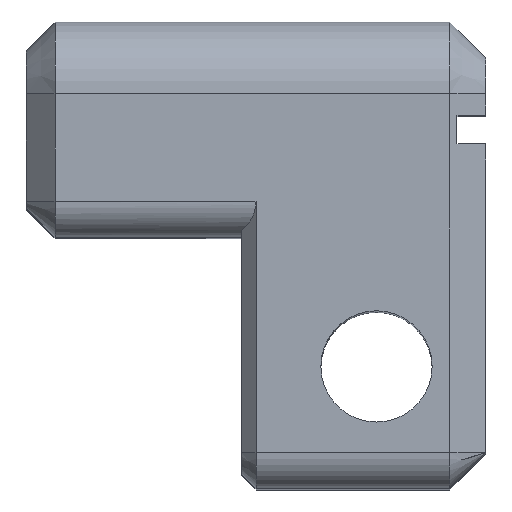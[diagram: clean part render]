
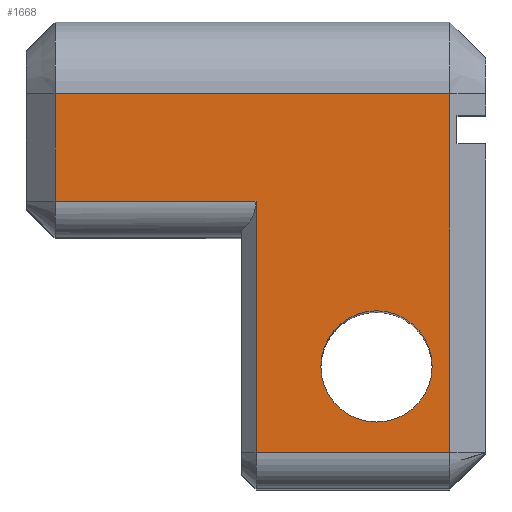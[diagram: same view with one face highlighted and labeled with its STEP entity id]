
A CAD part, top view. The second image highlights one B-rep face of the part: STEP entity #1668.
In plain terms, the highlighted planar face has unit normal (0, 0, 1).
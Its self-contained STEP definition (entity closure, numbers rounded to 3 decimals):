
#14=FACE_BOUND('',#288,.T.);
#97=CIRCLE('',#1829,1.55);
#195=FACE_OUTER_BOUND('',#287,.T.);
#287=EDGE_LOOP('',(#1390,#1391,#1392,#1393,#1394,#1395));
#288=EDGE_LOOP('',(#1396));
#454=LINE('',#2713,#631);
#461=LINE('',#2743,#638);
#463=LINE('',#2748,#640);
#464=LINE('',#2750,#641);
#465=LINE('',#2752,#642);
#466=LINE('',#2753,#643);
#631=VECTOR('',#2196,10.);
#638=VECTOR('',#2231,10.);
#640=VECTOR('',#2237,10.);
#641=VECTOR('',#2238,10.);
#642=VECTOR('',#2239,10.);
#643=VECTOR('',#2240,10.);
#787=VERTEX_POINT('',#2703);
#789=VERTEX_POINT('',#2709);
#799=VERTEX_POINT('',#2742);
#800=VERTEX_POINT('',#2747);
#801=VERTEX_POINT('',#2749);
#802=VERTEX_POINT('',#2751);
#803=VERTEX_POINT('',#2754);
#995=EDGE_CURVE('',#787,#789,#454,.T.);
#1010=EDGE_CURVE('',#789,#799,#461,.T.);
#1013=EDGE_CURVE('',#800,#787,#463,.T.);
#1014=EDGE_CURVE('',#801,#800,#464,.T.);
#1015=EDGE_CURVE('',#802,#801,#465,.T.);
#1016=EDGE_CURVE('',#799,#802,#466,.T.);
#1017=EDGE_CURVE('',#803,#803,#97,.T.);
#1390=ORIENTED_EDGE('',*,*,#995,.F.);
#1391=ORIENTED_EDGE('',*,*,#1013,.F.);
#1392=ORIENTED_EDGE('',*,*,#1014,.F.);
#1393=ORIENTED_EDGE('',*,*,#1015,.F.);
#1394=ORIENTED_EDGE('',*,*,#1016,.F.);
#1395=ORIENTED_EDGE('',*,*,#1010,.F.);
#1396=ORIENTED_EDGE('',*,*,#1017,.F.);
#1594=PLANE('',#1828);
#1668=ADVANCED_FACE('',(#195,#14),#1594,.T.);
#1828=AXIS2_PLACEMENT_3D('',#2746,#2235,#2236);
#1829=AXIS2_PLACEMENT_3D('',#2755,#2241,#2242);
#2196=DIRECTION('',(0.,1.,0.));
#2231=DIRECTION('',(1.,0.,0.));
#2235=DIRECTION('center_axis',(0.,0.,1.));
#2236=DIRECTION('ref_axis',(0.,1.,0.));
#2237=DIRECTION('',(-1.,0.,0.));
#2238=DIRECTION('',(0.,1.,0.));
#2239=DIRECTION('',(-1.,0.,0.));
#2240=DIRECTION('',(0.,-1.,0.));
#2241=DIRECTION('center_axis',(0.,0.,1.));
#2242=DIRECTION('ref_axis',(1.,0.,0.));
#2703=CARTESIAN_POINT('',(-8.2,8.,32.8));
#2709=CARTESIAN_POINT('',(-8.2,11.,32.8));
#2713=CARTESIAN_POINT('',(-8.2,5.,32.8));
#2742=CARTESIAN_POINT('',(2.8,11.,32.8));
#2743=CARTESIAN_POINT('',(-0.5,11.,32.8));
#2746=CARTESIAN_POINT('Origin',(2.,0.,32.8));
#2747=CARTESIAN_POINT('',(-2.6,8.,32.8));
#2748=CARTESIAN_POINT('',(-0.5,8.,32.8));
#2749=CARTESIAN_POINT('',(-2.6,1.,32.8));
#2750=CARTESIAN_POINT('',(-2.6,4.958,32.8));
#2751=CARTESIAN_POINT('',(2.8,1.,32.8));
#2752=CARTESIAN_POINT('',(2.,1.,32.8));
#2753=CARTESIAN_POINT('',(2.8,6.75,32.8));
#2754=CARTESIAN_POINT('',(-0.793,3.4,32.8));
#2755=CARTESIAN_POINT('Origin',(0.757,3.4,32.8));
